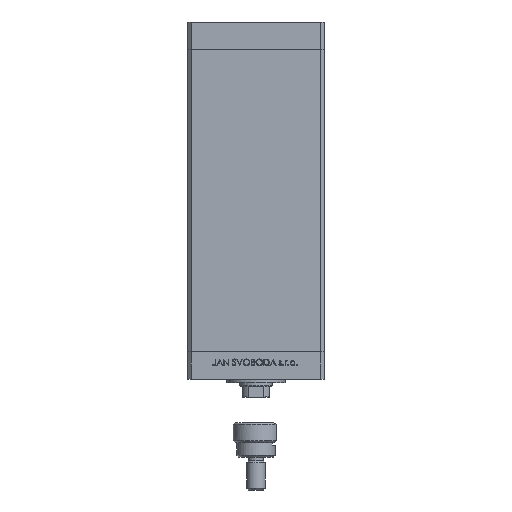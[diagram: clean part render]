
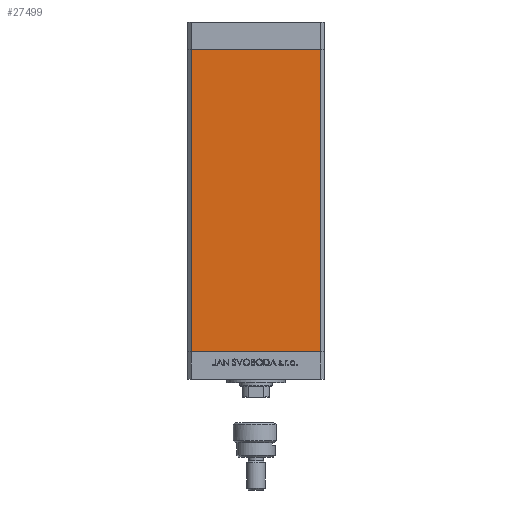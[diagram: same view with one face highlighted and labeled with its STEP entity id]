
A CAD part, front view. The second image highlights one B-rep face of the part: STEP entity #27499.
In plain terms, the highlighted planar face has unit normal (0, -1, 0).
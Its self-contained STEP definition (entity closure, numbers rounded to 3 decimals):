
#1828 = CARTESIAN_POINT ( 'NONE',  ( -35.5, -32.5, 166. ) ) ;
#2297 = CARTESIAN_POINT ( 'NONE',  ( 35.5, -32.5, 166. ) ) ;
#2511 = VERTEX_POINT ( 'NONE', #17858 ) ;
#7134 = EDGE_CURVE ( 'NONE', #25206, #23485, #30587, .T. ) ;
#10452 = CARTESIAN_POINT ( 'NONE',  ( 35.5, -32.5, 166. ) ) ;
#10959 = LINE ( 'NONE', #2297, #15140 ) ;
#11886 = VECTOR ( 'NONE', #46236, 1000. ) ;
#12564 = FACE_OUTER_BOUND ( 'NONE', #46587, .T. ) ;
#14188 = VERTEX_POINT ( 'NONE', #24363 ) ;
#15140 = VECTOR ( 'NONE', #34442, 1000. ) ;
#15767 = CARTESIAN_POINT ( 'NONE',  ( -35.5, -32.5, 166. ) ) ;
#15940 = VECTOR ( 'NONE', #43117, 1000. ) ;
#16821 = CARTESIAN_POINT ( 'NONE',  ( -35.5, -32.5, 166. ) ) ;
#17858 = CARTESIAN_POINT ( 'NONE',  ( 35.5, -32.5, 0. ) ) ;
#19692 = CARTESIAN_POINT ( 'NONE',  ( -35.5, -32.5, 0. ) ) ;
#23485 = VERTEX_POINT ( 'NONE', #10452 ) ;
#24363 = CARTESIAN_POINT ( 'NONE',  ( -35.5, -32.5, 0. ) ) ;
#24808 = PLANE ( 'NONE',  #27285 ) ;
#25206 = VERTEX_POINT ( 'NONE', #34156 ) ;
#25309 = DIRECTION ( 'NONE',  ( 0., 1., 0. ) ) ;
#27285 = AXIS2_PLACEMENT_3D ( 'NONE', #1828, #25309, #28139 ) ;
#27499 = ADVANCED_FACE ( 'NONE', ( #12564 ), #24808, .F. ) ;
#27520 = DIRECTION ( 'NONE',  ( 1., 0., 0. ) ) ;
#27568 = LINE ( 'NONE', #16821, #15940 ) ;
#28139 = DIRECTION ( 'NONE',  ( 0., 0., 1. ) ) ;
#30269 = VECTOR ( 'NONE', #27520, 1000. ) ;
#30587 = LINE ( 'NONE', #15767, #30269 ) ;
#31144 = ORIENTED_EDGE ( 'NONE', *, *, #31525, .F. ) ;
#31525 = EDGE_CURVE ( 'NONE', #23485, #2511, #10959, .T. ) ;
#33946 = EDGE_CURVE ( 'NONE', #25206, #14188, #27568, .T. ) ;
#34155 = ORIENTED_EDGE ( 'NONE', *, *, #33946, .T. ) ;
#34156 = CARTESIAN_POINT ( 'NONE',  ( -35.5, -32.5, 166. ) ) ;
#34442 = DIRECTION ( 'NONE',  ( 0., 0., -1. ) ) ;
#40088 = ORIENTED_EDGE ( 'NONE', *, *, #7134, .F. ) ;
#42413 = LINE ( 'NONE', #19692, #11886 ) ;
#42463 = ORIENTED_EDGE ( 'NONE', *, *, #47418, .T. ) ;
#43117 = DIRECTION ( 'NONE',  ( 0., 0., -1. ) ) ;
#46236 = DIRECTION ( 'NONE',  ( 1., 0., 0. ) ) ;
#46587 = EDGE_LOOP ( 'NONE', ( #42463, #31144, #40088, #34155 ) ) ;
#47418 = EDGE_CURVE ( 'NONE', #14188, #2511, #42413, .T. ) ;
